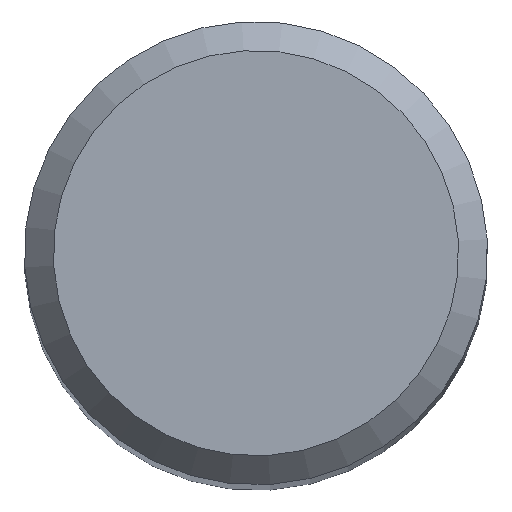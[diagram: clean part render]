
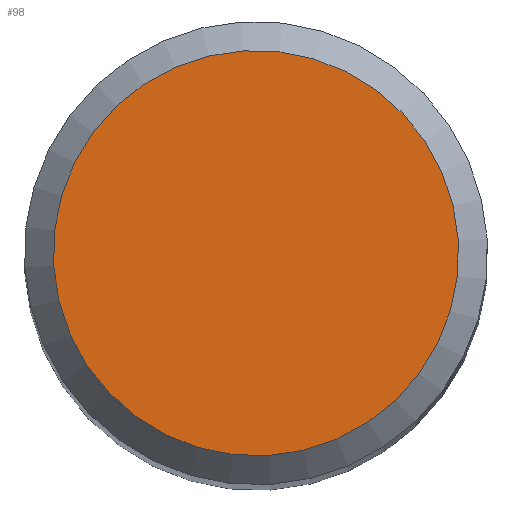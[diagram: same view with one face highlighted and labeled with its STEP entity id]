
A CAD part, top view. The second image highlights one B-rep face of the part: STEP entity #98.
In plain terms, the highlighted planar face has unit normal (0, 0, 1).
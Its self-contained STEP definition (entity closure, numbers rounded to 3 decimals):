
#82=PLANE('',#325);
#85=FACE_OUTER_BOUND('',#174,.T.);
#98=ADVANCED_FACE('',(#85),#82,.T.);
#174=EDGE_LOOP('',(#216));
#216=ORIENTED_EDGE('',*,*,#271,.T.);
#250=VERTEX_POINT('',#460);
#271=EDGE_CURVE('',#250,#250,#292,.T.);
#292=CIRCLE('',#324,7.);
#324=AXIS2_PLACEMENT_3D('',#459,#381,#382);
#325=AXIS2_PLACEMENT_3D('',#461,#383,#384);
#381=DIRECTION('',(0.,0.,1.));
#382=DIRECTION('',(0.834,0.552,0.));
#383=DIRECTION('',(0.,0.,1.));
#384=DIRECTION('',(0.834,0.552,0.));
#459=CARTESIAN_POINT('',(0.,0.,110.));
#460=CARTESIAN_POINT('',(5.838,3.863,110.));
#461=CARTESIAN_POINT('',(0.,0.,110.));
